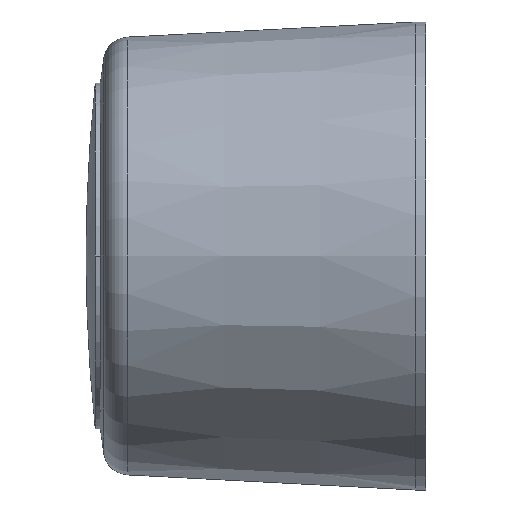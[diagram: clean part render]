
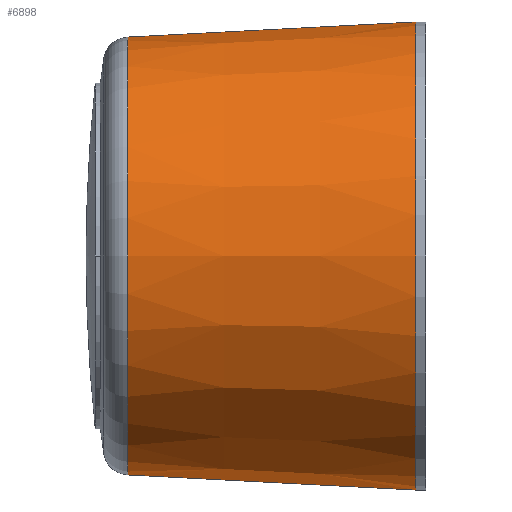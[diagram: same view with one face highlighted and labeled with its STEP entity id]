
A CAD part, left-side view. The second image highlights one B-rep face of the part: STEP entity #6898.
In plain terms, the highlighted conical face has half-angle 3 degrees and reference radius 11.5 mm.
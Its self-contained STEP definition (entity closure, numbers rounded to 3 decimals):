
#642 = CARTESIAN_POINT ( 'NONE',  ( 0., 0.5, 0. ) ) ;
#644 = DIRECTION ( 'NONE',  ( 0., 1., 0. ) ) ;
#645 = DIRECTION ( 'NONE',  ( 0., 0., 1. ) ) ;
#1644 = CIRCLE ( 'NONE', #13730, 11.5 ) ;
#2552 = VERTEX_POINT ( 'NONE', #9160 ) ;
#2789 = VERTEX_POINT ( 'NONE', #8461 ) ;
#2835 = VERTEX_POINT ( 'NONE', #8507 ) ;
#2869 = VERTEX_POINT ( 'NONE', #8541 ) ;
#3291 = EDGE_LOOP ( 'NONE', ( #6403, #6404, #6405, #6406 ) ) ;
#3788 = EDGE_CURVE ( 'NONE', #2835, #2869, #9876, .T. ) ;
#3793 = EDGE_CURVE ( 'NONE', #2552, #2789, #9882, .T. ) ;
#6202 = EDGE_CURVE ( 'NONE', #2835, #2552, #13085, .T. ) ;
#6403 = ORIENTED_EDGE ( 'NONE', *, *, #3788, .F. ) ;
#6404 = ORIENTED_EDGE ( 'NONE', *, *, #6202, .T. ) ;
#6405 = ORIENTED_EDGE ( 'NONE', *, *, #3793, .T. ) ;
#6406 = ORIENTED_EDGE ( 'NONE', *, *, #7156, .T. ) ;
#6898 = ADVANCED_FACE ( 'NONE', ( #13106 ), #13110, .T. ) ;
#7156 = EDGE_CURVE ( 'NONE', #2789, #2869, #1644, .T. ) ;
#8461 = CARTESIAN_POINT ( 'NONE',  ( 0., 0.5, -11.5 ) ) ;
#8507 = CARTESIAN_POINT ( 'NONE',  ( 0., 14.661, 10.758 ) ) ;
#8541 = CARTESIAN_POINT ( 'NONE',  ( 0., 0.5, 11.5 ) ) ;
#9160 = CARTESIAN_POINT ( 'NONE',  ( 0., 14.661, -10.758 ) ) ;
#9871 = VECTOR ( 'NONE', #10692, 1000. ) ;
#9876 = LINE ( 'NONE', #10678, #9877 ) ;
#9877 = VECTOR ( 'NONE', #10679, 1000. ) ;
#9882 = LINE ( 'NONE', #10685, #9871 ) ;
#10678 = CARTESIAN_POINT ( 'NONE',  ( 0., 0.5, 11.5 ) ) ;
#10679 = DIRECTION ( 'NONE',  ( 0., -0.999, 0.052 ) ) ;
#10685 = CARTESIAN_POINT ( 'NONE',  ( 0., 0.5, -11.5 ) ) ;
#10692 = DIRECTION ( 'NONE',  ( 0., -0.999, -0.052 ) ) ;
#13085 = CIRCLE ( 'NONE', #13506, 10.758 ) ;
#13106 = FACE_OUTER_BOUND ( 'NONE', #3291, .T. ) ;
#13110 = CONICAL_SURFACE ( 'NONE', #13526, 11.5, 0.052 ) ;
#13506 = AXIS2_PLACEMENT_3D ( 'NONE', #16292, #16294, #16295 ) ;
#13526 = AXIS2_PLACEMENT_3D ( 'NONE', #16340, #16339, #16337 ) ;
#13730 = AXIS2_PLACEMENT_3D ( 'NONE', #642, #644, #645 ) ;
#16292 = CARTESIAN_POINT ( 'NONE',  ( 0., 14.661, 0. ) ) ;
#16294 = DIRECTION ( 'NONE',  ( 0., -1., 0. ) ) ;
#16295 = DIRECTION ( 'NONE',  ( 0., 0., 1. ) ) ;
#16337 = DIRECTION ( 'NONE',  ( 0., 0., -1. ) ) ;
#16339 = DIRECTION ( 'NONE',  ( 0., -1., 0. ) ) ;
#16340 = CARTESIAN_POINT ( 'NONE',  ( 0., 0.5, 0. ) ) ;
